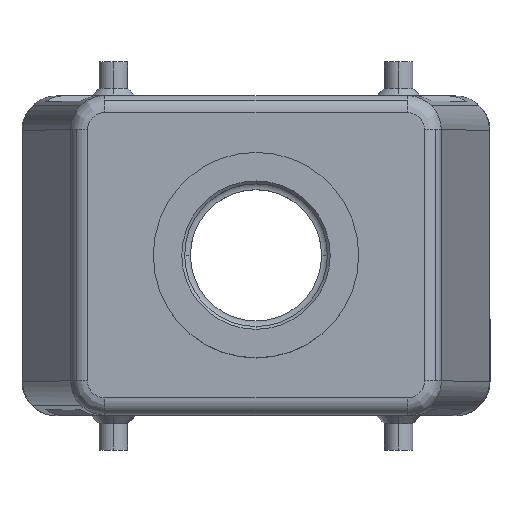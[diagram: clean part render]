
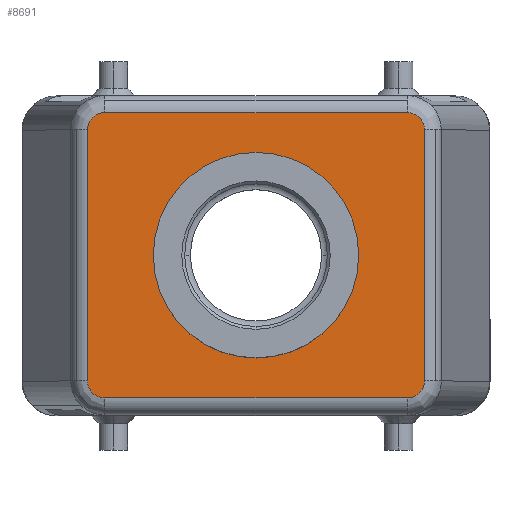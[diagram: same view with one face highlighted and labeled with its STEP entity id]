
A CAD part, top view. The second image highlights one B-rep face of the part: STEP entity #8691.
In plain terms, the highlighted planar face has unit normal (0, 0, 1).
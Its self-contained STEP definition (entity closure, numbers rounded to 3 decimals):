
#3399=CARTESIAN_POINT('',(29.52,22.,75.0));
#3400=VERTEX_POINT('',#3399);
#3408=CARTESIAN_POINT('',(29.52,-22.,75.0));
#3409=VERTEX_POINT('',#3408);
#3410=CARTESIAN_POINT('',(29.52,22.,75.0));
#3411=DIRECTION('',(0.0,-1.0,0.0));
#3412=VECTOR('',#3411,44.0);
#3413=LINE('',#3410,#3412);
#3414=EDGE_CURVE('',#3400,#3409,#3413,.T.);
#4293=CARTESIAN_POINT('',(0.0,18.0,75.));
#4294=VERTEX_POINT('',#4293);
#4310=CARTESIAN_POINT('',(0.,-18.0,75.0));
#4311=VERTEX_POINT('',#4310);
#4318=CARTESIAN_POINT('',(0.0,0.,75.0));
#4319=DIRECTION('',(0.0,0.0,-1.0));
#4320=DIRECTION('',(0.0,1.0,0.0));
#4321=AXIS2_PLACEMENT_3D('',#4318,#4319,#4320);
#4322=CIRCLE('',#4321,18.0);
#4323=EDGE_CURVE('',#4294,#4311,#4322,.T.);
#6198=CARTESIAN_POINT('',(0.0,0.,75.0));
#6199=DIRECTION('',(0.0,0.0,-1.0));
#6200=DIRECTION('',(0.0,1.0,0.0));
#6201=AXIS2_PLACEMENT_3D('',#6198,#6199,#6200);
#6202=CIRCLE('',#6201,18.0);
#6203=EDGE_CURVE('',#4311,#4294,#6202,.T.);
#8495=CARTESIAN_POINT('',(-26.465,25.,75.0));
#8496=VERTEX_POINT('',#8495);
#8514=CARTESIAN_POINT('',(-29.52,22.,75.0));
#8515=VERTEX_POINT('',#8514);
#8523=CARTESIAN_POINT('',(-26.465,22.,75.0));
#8524=DIRECTION('',(0.0,0.0,-1.0));
#8525=DIRECTION('',(-1.0,0.0,0.0));
#8526=AXIS2_PLACEMENT_3D('',#8523,#8524,#8525);
#8527=ELLIPSE('',#8526,3.055,3.);
#8528=EDGE_CURVE('',#8515,#8496,#8527,.T.);
#8620=CARTESIAN_POINT('',(26.465,25.,75.0));
#8621=VERTEX_POINT('',#8620);
#8622=CARTESIAN_POINT('',(-26.465,25.,75.0));
#8623=DIRECTION('',(1.0,0.0,0.0));
#8624=VECTOR('',#8623,52.931);
#8625=LINE('',#8622,#8624);
#8626=EDGE_CURVE('',#8496,#8621,#8625,.T.);
#8638=CARTESIAN_POINT('',(32.0,0.0,75.0));
#8639=DIRECTION('',(0.0,0.0,1.0));
#8640=DIRECTION('',(1.0,0.0,0.0));
#8641=AXIS2_PLACEMENT_3D('',#8638,#8639,#8640);
#8642=PLANE('',#8641);
#8643=ORIENTED_EDGE('',*,*,#8528,.F.);
#8644=CARTESIAN_POINT('',(-29.52,-22.,75.0));
#8645=VERTEX_POINT('',#8644);
#8646=CARTESIAN_POINT('',(-29.52,-22.,75.0));
#8647=DIRECTION('',(0.0,1.0,0.0));
#8648=VECTOR('',#8647,44.0);
#8649=LINE('',#8646,#8648);
#8650=EDGE_CURVE('',#8645,#8515,#8649,.T.);
#8651=ORIENTED_EDGE('',*,*,#8650,.F.);
#8652=CARTESIAN_POINT('',(-26.465,-25.,75.0));
#8653=VERTEX_POINT('',#8652);
#8654=CARTESIAN_POINT('',(-26.465,-22.,75.0));
#8655=DIRECTION('',(0.0,0.0,-1.0));
#8656=DIRECTION('',(-1.0,0.0,0.0));
#8657=AXIS2_PLACEMENT_3D('',#8654,#8655,#8656);
#8658=ELLIPSE('',#8657,3.055,3.);
#8659=EDGE_CURVE('',#8653,#8645,#8658,.T.);
#8660=ORIENTED_EDGE('',*,*,#8659,.F.);
#8661=CARTESIAN_POINT('',(26.465,-25.,75.0));
#8662=VERTEX_POINT('',#8661);
#8663=CARTESIAN_POINT('',(26.465,-25.,75.0));
#8664=DIRECTION('',(-1.0,0.0,0.0));
#8665=VECTOR('',#8664,52.931);
#8666=LINE('',#8663,#8665);
#8667=EDGE_CURVE('',#8662,#8653,#8666,.T.);
#8668=ORIENTED_EDGE('',*,*,#8667,.F.);
#8669=CARTESIAN_POINT('',(26.465,-22.,75.0));
#8670=DIRECTION('',(0.0,0.0,-1.0));
#8671=DIRECTION('',(1.0,0.0,0.0));
#8672=AXIS2_PLACEMENT_3D('',#8669,#8670,#8671);
#8673=ELLIPSE('',#8672,3.055,3.0);
#8674=EDGE_CURVE('',#3409,#8662,#8673,.T.);
#8675=ORIENTED_EDGE('',*,*,#8674,.F.);
#8676=ORIENTED_EDGE('',*,*,#3414,.F.);
#8677=CARTESIAN_POINT('',(26.465,22.,75.0));
#8678=DIRECTION('',(0.0,0.0,-1.0));
#8679=DIRECTION('',(1.0,0.0,0.0));
#8680=AXIS2_PLACEMENT_3D('',#8677,#8678,#8679);
#8681=ELLIPSE('',#8680,3.055,3.);
#8682=EDGE_CURVE('',#8621,#3400,#8681,.T.);
#8683=ORIENTED_EDGE('',*,*,#8682,.F.);
#8684=ORIENTED_EDGE('',*,*,#8626,.F.);
#8685=EDGE_LOOP('',(#8643,#8651,#8660,#8668,#8675,#8676,#8683,#8684));
#8686=FACE_OUTER_BOUND('',#8685,.T.);
#8687=ORIENTED_EDGE('',*,*,#4323,.T.);
#8688=ORIENTED_EDGE('',*,*,#6203,.T.);
#8689=EDGE_LOOP('',(#8687,#8688));
#8690=FACE_BOUND('',#8689,.T.);
#8691=ADVANCED_FACE('',(#8686,#8690),#8642,.T.);
